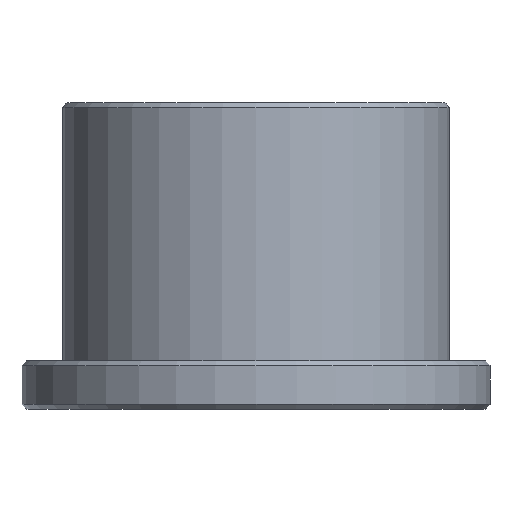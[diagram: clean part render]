
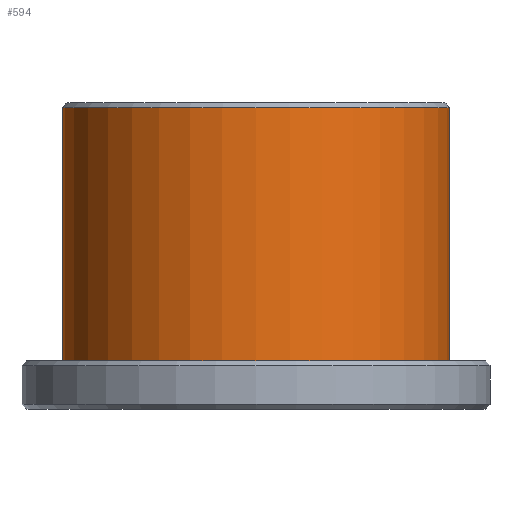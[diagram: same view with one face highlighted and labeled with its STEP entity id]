
A CAD part, front view. The second image highlights one B-rep face of the part: STEP entity #594.
In plain terms, the highlighted cylindrical face has radius 12 mm (diameter 24 mm), a partial arc.
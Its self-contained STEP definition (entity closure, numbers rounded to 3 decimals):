
#41 = FACE_OUTER_BOUND ( 'NONE', #975, .T. ) ;
#97 = DIRECTION ( 'NONE',  ( 1., 0., 0. ) ) ;
#127 = CARTESIAN_POINT ( 'NONE',  ( 12., 0., 18.7 ) ) ;
#241 = EDGE_CURVE ( 'NONE', #691, #414, #1359, .T. ) ;
#244 = CARTESIAN_POINT ( 'NONE',  ( 0., 0., 19. ) ) ;
#313 = CARTESIAN_POINT ( 'NONE',  ( -12., 0., 18.7 ) ) ;
#367 = LINE ( 'NONE', #558, #1237 ) ;
#401 = ORIENTED_EDGE ( 'NONE', *, *, #560, .T. ) ;
#414 = VERTEX_POINT ( 'NONE', #703 ) ;
#422 = DIRECTION ( 'NONE',  ( 0., 0., -1. ) ) ;
#495 = AXIS2_PLACEMENT_3D ( 'NONE', #774, #422, #97 ) ;
#558 = CARTESIAN_POINT ( 'NONE',  ( 12., 0., 19. ) ) ;
#560 = EDGE_CURVE ( 'NONE', #941, #1153, #749, .T. ) ;
#569 = EDGE_CURVE ( 'NONE', #941, #691, #367, .T. ) ;
#594 = ADVANCED_FACE ( 'NONE', ( #41 ), #600, .T. ) ;
#600 = CYLINDRICAL_SURFACE ( 'NONE', #1108, 12. ) ;
#691 = VERTEX_POINT ( 'NONE', #763 ) ;
#699 = DIRECTION ( 'NONE',  ( -1., 0., 0. ) ) ;
#700 = EDGE_CURVE ( 'NONE', #1153, #414, #805, .T. ) ;
#703 = CARTESIAN_POINT ( 'NONE',  ( -12., 0., 3. ) ) ;
#749 = CIRCLE ( 'NONE', #495, 12. ) ;
#751 = ORIENTED_EDGE ( 'NONE', *, *, #569, .F. ) ;
#763 = CARTESIAN_POINT ( 'NONE',  ( 12., 0., 3. ) ) ;
#774 = CARTESIAN_POINT ( 'NONE',  ( 0., 0., 18.7 ) ) ;
#805 = LINE ( 'NONE', #1414, #1166 ) ;
#870 = DIRECTION ( 'NONE',  ( 0., 0., -1. ) ) ;
#941 = VERTEX_POINT ( 'NONE', #127 ) ;
#975 = EDGE_LOOP ( 'NONE', ( #751, #401, #1214, #1360 ) ) ;
#1108 = AXIS2_PLACEMENT_3D ( 'NONE', #244, #1362, #699 ) ;
#1153 = VERTEX_POINT ( 'NONE', #313 ) ;
#1166 = VECTOR ( 'NONE', #870, 1000. ) ;
#1214 = ORIENTED_EDGE ( 'NONE', *, *, #700, .T. ) ;
#1229 = DIRECTION ( 'NONE',  ( -1., 0., 0. ) ) ;
#1236 = DIRECTION ( 'NONE',  ( 0., 0., -1. ) ) ;
#1237 = VECTOR ( 'NONE', #1433, 1000. ) ;
#1321 = CARTESIAN_POINT ( 'NONE',  ( 0., 0., 3. ) ) ;
#1336 = AXIS2_PLACEMENT_3D ( 'NONE', #1321, #1236, #1229 ) ;
#1359 = CIRCLE ( 'NONE', #1336, 12. ) ;
#1360 = ORIENTED_EDGE ( 'NONE', *, *, #241, .F. ) ;
#1362 = DIRECTION ( 'NONE',  ( 0., 0., -1. ) ) ;
#1414 = CARTESIAN_POINT ( 'NONE',  ( -12., 0., 19. ) ) ;
#1433 = DIRECTION ( 'NONE',  ( 0., 0., -1. ) ) ;
